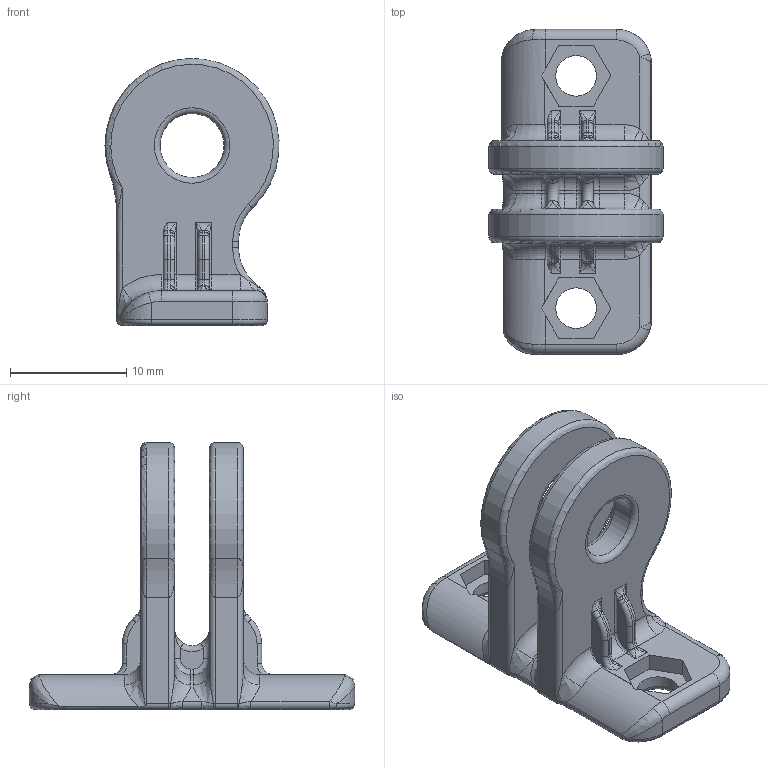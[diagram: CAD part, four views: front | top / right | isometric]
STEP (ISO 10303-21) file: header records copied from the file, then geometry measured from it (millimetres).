
FILE_DESCRIPTION(/* description */ (''),/* implementation_level */ '2;1');
FILE_NAME(/* name */ 'GoPro mount v1.step',/* time_stamp */ '2019-10-16T15:10:05+02:00',/* author */ (''),/* organization */ (''),/* preprocessor_version */ 'ST-DEVELOPER v18',/* originating_system */ 'Autodesk Translation Framework v8.6.0.1094',/* authorisation */ '');
FILE_SCHEMA (('AUTOMOTIVE_DESIGN { 1 0 10303 214 3 1 1 }'));
Length unit declared in the file: millimetre
Products named in the file (1): GoPro mount
Bounding box: 14.99 x 28 x 23 mm (x, y, z)
Volume: 2203 mm3; surface area: 2078.8 mm2
Topology: 1 solids, 1 shells, 286 faces, 705 edges, 397 vertices
Faces by surface type: cylinder 108, torus 66, bspline 59, plane 50, sphere 3
Full cylindrical faces by diameter (mm): 3.5 x2, 5.5 x2
Entity records: 10398 total; most frequent: CARTESIAN_POINT 3959, ORIENTED_EDGE 1362, DIRECTION 1330, EDGE_CURVE 681, AXIS2_PLACEMENT_3D 546, VERTEX_POINT 397, CIRCLE 299, EDGE_LOOP 294
